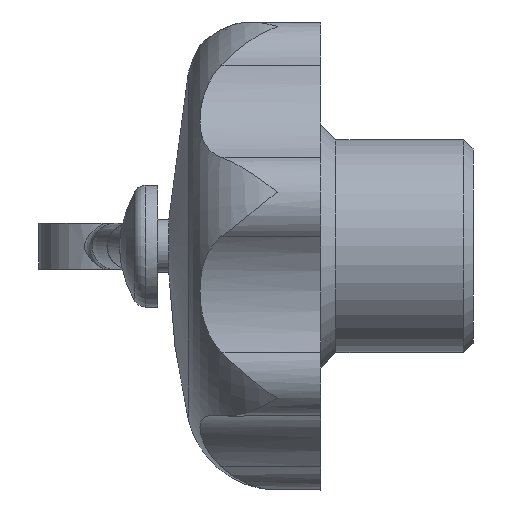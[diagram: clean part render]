
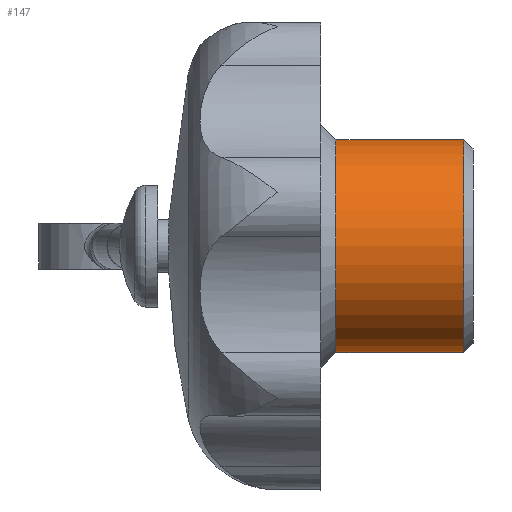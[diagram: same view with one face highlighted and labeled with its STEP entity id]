
A CAD part, left-side view. The second image highlights one B-rep face of the part: STEP entity #147.
In plain terms, the highlighted cylindrical face has radius 7 mm (diameter 14 mm), a full revolution.
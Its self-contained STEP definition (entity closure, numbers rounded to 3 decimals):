
#147 = ADVANCED_FACE( '', ( #323, #324 ), #325, .T. );
#323 = FACE_OUTER_BOUND( '', #521, .T. );
#324 = FACE_OUTER_BOUND( '', #522, .T. );
#325 = CYLINDRICAL_SURFACE( '', #523, 7. );
#521 = EDGE_LOOP( '', ( #881 ) );
#522 = EDGE_LOOP( '', ( #882 ) );
#523 = AXIS2_PLACEMENT_3D( '', #883, #884, #885 );
#881 = ORIENTED_EDGE( '', *, *, #1127, .F. );
#882 = ORIENTED_EDGE( '', *, *, #1173, .T. );
#883 = CARTESIAN_POINT( '', ( 0., 0., 0. ) );
#884 = DIRECTION( '', ( 0., 1., 0. ) );
#885 = DIRECTION( '', ( 0., 0., -1. ) );
#1127 = EDGE_CURVE( '', #1340, #1340, #1341, .T. );
#1173 = EDGE_CURVE( '', #1420, #1420, #1421, .T. );
#1340 = VERTEX_POINT( '', #1679 );
#1341 = CIRCLE( '', #1680, 7. );
#1420 = VERTEX_POINT( '', #1884 );
#1421 = CIRCLE( '', #1885, 7. );
#1679 = CARTESIAN_POINT( '', ( 0., 0.6, -7. ) );
#1680 = AXIS2_PLACEMENT_3D( '', #2381, #2382, #2383 );
#1884 = CARTESIAN_POINT( '', ( 0., 9., -7. ) );
#1885 = AXIS2_PLACEMENT_3D( '', #2438, #2439, #2440 );
#2381 = CARTESIAN_POINT( '', ( 0., 0.6, 0. ) );
#2382 = DIRECTION( '', ( 0., -1., 0. ) );
#2383 = DIRECTION( '', ( 0., 0., -1. ) );
#2438 = CARTESIAN_POINT( '', ( 0., 9., 0. ) );
#2439 = DIRECTION( '', ( 0., -1., 0. ) );
#2440 = DIRECTION( '', ( 0., 0., -1. ) );
